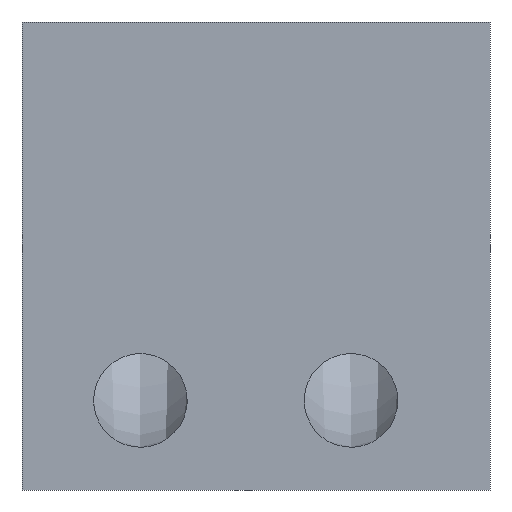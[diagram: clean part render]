
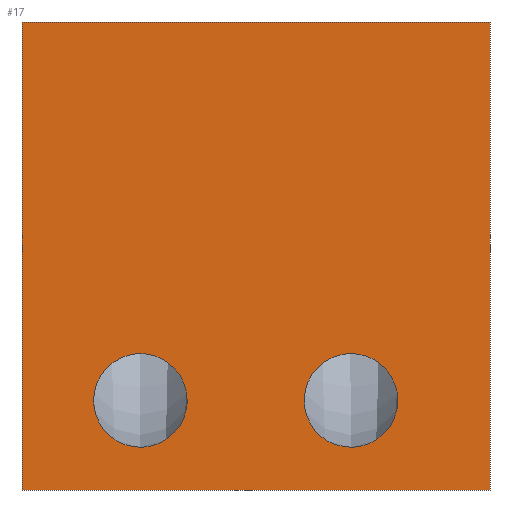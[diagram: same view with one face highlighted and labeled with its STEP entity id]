
A CAD part, front view. The second image highlights one B-rep face of the part: STEP entity #17.
In plain terms, the highlighted planar face has unit normal (0, -1, 0).
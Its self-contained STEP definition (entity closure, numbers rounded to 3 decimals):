
#17 = ADVANCED_FACE('',(#18,#52,#73),#94,.F.);
#18 = FACE_BOUND('',#19,.F.);
#19 = EDGE_LOOP('',(#20,#30,#38,#46));
#20 = ORIENTED_EDGE('',*,*,#21,.T.);
#21 = EDGE_CURVE('',#22,#24,#26,.T.);
#22 = VERTEX_POINT('',#23);
#23 = CARTESIAN_POINT('',(-5.,-3.,0.));
#24 = VERTEX_POINT('',#25);
#25 = CARTESIAN_POINT('',(-5.,-3.,10.));
#26 = LINE('',#27,#28);
#27 = CARTESIAN_POINT('',(-5.,-3.,0.));
#28 = VECTOR('',#29,1.);
#29 = DIRECTION('',(0.,0.,1.));
#30 = ORIENTED_EDGE('',*,*,#31,.T.);
#31 = EDGE_CURVE('',#24,#32,#34,.T.);
#32 = VERTEX_POINT('',#33);
#33 = CARTESIAN_POINT('',(5.,-3.,10.));
#34 = LINE('',#35,#36);
#35 = CARTESIAN_POINT('',(-5.,-3.,10.));
#36 = VECTOR('',#37,1.);
#37 = DIRECTION('',(1.,0.,0.));
#38 = ORIENTED_EDGE('',*,*,#39,.F.);
#39 = EDGE_CURVE('',#40,#32,#42,.T.);
#40 = VERTEX_POINT('',#41);
#41 = CARTESIAN_POINT('',(5.,-3.,0.));
#42 = LINE('',#43,#44);
#43 = CARTESIAN_POINT('',(5.,-3.,0.));
#44 = VECTOR('',#45,1.);
#45 = DIRECTION('',(0.,0.,1.));
#46 = ORIENTED_EDGE('',*,*,#47,.F.);
#47 = EDGE_CURVE('',#22,#40,#48,.T.);
#48 = LINE('',#49,#50);
#49 = CARTESIAN_POINT('',(-5.,-3.,0.));
#50 = VECTOR('',#51,1.);
#51 = DIRECTION('',(1.,0.,0.));
#52 = FACE_BOUND('',#53,.F.);
#53 = EDGE_LOOP('',(#54));
#54 = ORIENTED_EDGE('',*,*,#55,.T.);
#55 = EDGE_CURVE('',#56,#56,#58,.T.);
#56 = VERTEX_POINT('',#57);
#57 = CARTESIAN_POINT('',(-1.471,-3.,1.913));
#58 = B_SPLINE_CURVE_WITH_KNOTS('',13,(#59,#60,#61,#62,#63,#64,#65,#66,
    #67,#68,#69,#70,#71,#72),.UNSPECIFIED.,.T.,.F.,(1,13,13,1),(-1.,0.,
    1.,2.),.UNSPECIFIED.);
#59 = CARTESIAN_POINT('',(-1.471,-3.,1.913));
#60 = CARTESIAN_POINT('',(-1.471,-3.,2.396));
#61 = CARTESIAN_POINT('',(-1.724,-3.,2.88));
#62 = CARTESIAN_POINT('',(-2.23,-3.,3.218));
#63 = CARTESIAN_POINT('',(-2.898,-3.,3.268));
#64 = CARTESIAN_POINT('',(-3.547,-3.,2.948));
#65 = CARTESIAN_POINT('',(-3.954,-3.,2.303));
#66 = CARTESIAN_POINT('',(-3.954,-3.,1.524));
#67 = CARTESIAN_POINT('',(-3.547,-3.,0.879));
#68 = CARTESIAN_POINT('',(-2.898,-3.,0.558));
#69 = CARTESIAN_POINT('',(-2.23,-3.,0.608));
#70 = CARTESIAN_POINT('',(-1.724,-3.,0.946));
#71 = CARTESIAN_POINT('',(-1.471,-3.,1.43));
#72 = CARTESIAN_POINT('',(-1.471,-3.,1.913));
#73 = FACE_BOUND('',#74,.F.);
#74 = EDGE_LOOP('',(#75));
#75 = ORIENTED_EDGE('',*,*,#76,.T.);
#76 = EDGE_CURVE('',#77,#77,#79,.T.);
#77 = VERTEX_POINT('',#78);
#78 = CARTESIAN_POINT('',(3.029,-3.,1.913));
#79 = B_SPLINE_CURVE_WITH_KNOTS('',13,(#80,#81,#82,#83,#84,#85,#86,#87,
    #88,#89,#90,#91,#92,#93),.UNSPECIFIED.,.T.,.F.,(1,13,13,1),(-1.,0.,
    1.,2.),.UNSPECIFIED.);
#80 = CARTESIAN_POINT('',(3.029,-3.,1.913));
#81 = CARTESIAN_POINT('',(3.029,-3.,2.396));
#82 = CARTESIAN_POINT('',(2.776,-3.,2.88));
#83 = CARTESIAN_POINT('',(2.27,-3.,3.218));
#84 = CARTESIAN_POINT('',(1.602,-3.,3.268));
#85 = CARTESIAN_POINT('',(0.953,-3.,2.948));
#86 = CARTESIAN_POINT('',(0.546,-3.,2.303));
#87 = CARTESIAN_POINT('',(0.546,-3.,1.524));
#88 = CARTESIAN_POINT('',(0.953,-3.,0.879));
#89 = CARTESIAN_POINT('',(1.602,-3.,0.558));
#90 = CARTESIAN_POINT('',(2.27,-3.,0.608));
#91 = CARTESIAN_POINT('',(2.776,-3.,0.946));
#92 = CARTESIAN_POINT('',(3.029,-3.,1.43));
#93 = CARTESIAN_POINT('',(3.029,-3.,1.913));
#94 = PLANE('',#95);
#95 = AXIS2_PLACEMENT_3D('',#96,#97,#98);
#96 = CARTESIAN_POINT('',(-5.,-3.,0.));
#97 = DIRECTION('',(0.,1.,0.));
#98 = DIRECTION('',(1.,0.,0.));
